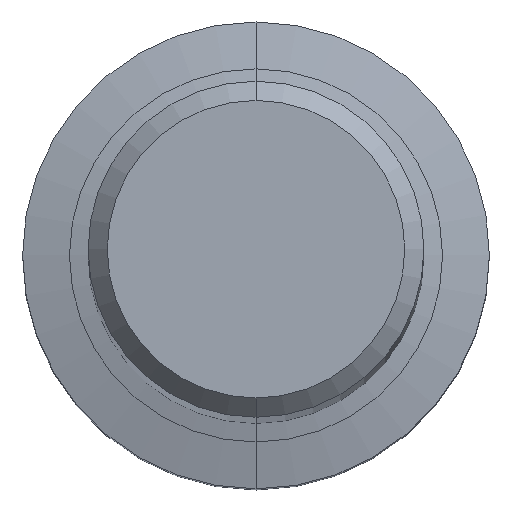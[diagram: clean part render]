
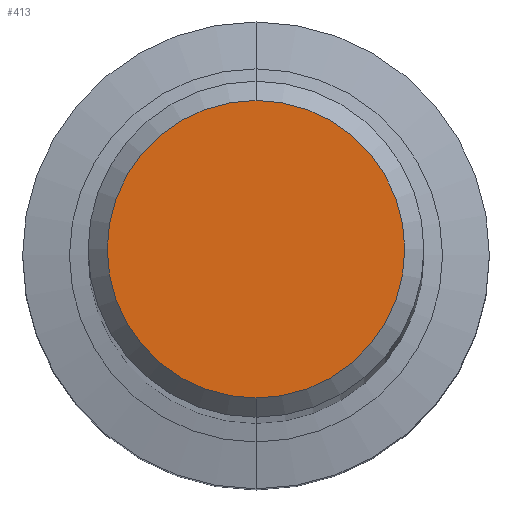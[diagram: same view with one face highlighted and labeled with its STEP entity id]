
A CAD part, top view. The second image highlights one B-rep face of the part: STEP entity #413.
In plain terms, the highlighted planar face has unit normal (0, 0, 1).
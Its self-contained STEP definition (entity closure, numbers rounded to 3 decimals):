
#281=EDGE_CURVE('',#497,#329,#645,.T.);
#329=VERTEX_POINT('',#701);
#413=ADVANCED_FACE('',(#788),#789,.T.);
#497=VERTEX_POINT('',#886);
#535=EDGE_CURVE('',#329,#497,#927,.T.);
#645=CIRCLE('',#1111,3.1);
#701=CARTESIAN_POINT('',(0.,-3.1,0.0));
#788=FACE_OUTER_BOUND('',#1373,.T.);
#789=PLANE('',#1374);
#886=CARTESIAN_POINT('',(0.0,3.1,0.0));
#927=CIRCLE('',#1641,3.1);
#1111=AXIS2_PLACEMENT_3D('',#1732,#1733,#1734);
#1373=EDGE_LOOP('',(#1879,#1880));
#1374=AXIS2_PLACEMENT_3D('',#1881,#1882,#1883);
#1641=AXIS2_PLACEMENT_3D('',#2072,#2073,#2074);
#1732=CARTESIAN_POINT('',(0.0,0.0,0.0));
#1733=DIRECTION('',(0.0,0.0,-1.0));
#1734=DIRECTION('',(0.0,1.0,0.0));
#1879=ORIENTED_EDGE('',*,*,#281,.F.);
#1880=ORIENTED_EDGE('',*,*,#535,.F.);
#1881=CARTESIAN_POINT('',(0.0,1.55,0.0));
#1882=DIRECTION('',(-0.0,0.0,1.0));
#1883=DIRECTION('',(0.0,-1.0,0.0));
#2072=CARTESIAN_POINT('',(0.0,0.0,0.0));
#2073=DIRECTION('',(0.0,0.0,-1.0));
#2074=DIRECTION('',(0.0,1.0,0.0));
